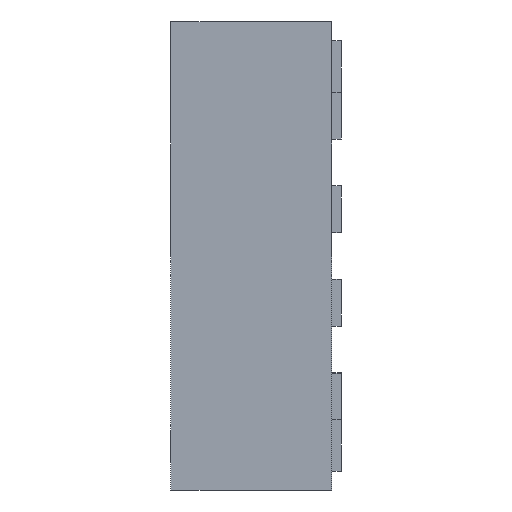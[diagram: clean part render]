
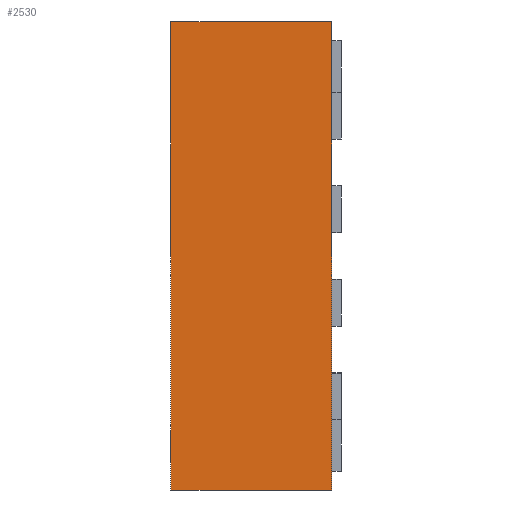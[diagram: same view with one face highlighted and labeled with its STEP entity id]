
A CAD part, left-side view. The second image highlights one B-rep face of the part: STEP entity #2530.
In plain terms, the highlighted planar face has unit normal (-1, 0, 0).
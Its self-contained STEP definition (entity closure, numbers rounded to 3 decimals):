
#57 = AXIS2_PLACEMENT_3D ( 'NONE', #631, #1889, #389 ) ;
#59 = EDGE_CURVE ( 'NONE', #2681, #1872, #2454, .T. ) ;
#83 = PLANE ( 'NONE',  #57 ) ;
#104 = CARTESIAN_POINT ( 'NONE',  ( -1.5, 0., -1.25 ) ) ;
#129 = VERTEX_POINT ( 'NONE', #2848 ) ;
#161 = DIRECTION ( 'NONE',  ( 0., -1., 0. ) ) ;
#190 = CARTESIAN_POINT ( 'NONE',  ( -1.5, 0.86, 1.25 ) ) ;
#237 = DIRECTION ( 'NONE',  ( 0., -1., 0. ) ) ;
#335 = FACE_OUTER_BOUND ( 'NONE', #1966, .T. ) ;
#389 = DIRECTION ( 'NONE',  ( 0., 0., -1. ) ) ;
#390 = EDGE_CURVE ( 'NONE', #129, #1735, #719, .T. ) ;
#392 = ORIENTED_EDGE ( 'NONE', *, *, #3153, .F. ) ;
#421 = VECTOR ( 'NONE', #237, 1000. ) ;
#428 = ORIENTED_EDGE ( 'NONE', *, *, #59, .F. ) ;
#631 = CARTESIAN_POINT ( 'NONE',  ( -1.5, 0.86, 1.25 ) ) ;
#637 = VECTOR ( 'NONE', #161, 1000. ) ;
#719 = LINE ( 'NONE', #733, #421 ) ;
#733 = CARTESIAN_POINT ( 'NONE',  ( -1.5, 0.86, -1.25 ) ) ;
#870 = DIRECTION ( 'NONE',  ( 0., 0., 1. ) ) ;
#1082 = VECTOR ( 'NONE', #870, 1000. ) ;
#1447 = DIRECTION ( 'NONE',  ( 0., 0., 1. ) ) ;
#1735 = VERTEX_POINT ( 'NONE', #104 ) ;
#1872 = VERTEX_POINT ( 'NONE', #2305 ) ;
#1889 = DIRECTION ( 'NONE',  ( 1., 0., 0. ) ) ;
#1966 = EDGE_LOOP ( 'NONE', ( #2849, #428, #392, #2959 ) ) ;
#2305 = CARTESIAN_POINT ( 'NONE',  ( -1.5, 0., 1.25 ) ) ;
#2393 = CARTESIAN_POINT ( 'NONE',  ( -1.5, 0., 1.25 ) ) ;
#2454 = LINE ( 'NONE', #3147, #637 ) ;
#2526 = EDGE_CURVE ( 'NONE', #1735, #1872, #3177, .T. ) ;
#2530 = ADVANCED_FACE ( 'NONE', ( #335 ), #83, .F. ) ;
#2681 = VERTEX_POINT ( 'NONE', #190 ) ;
#2848 = CARTESIAN_POINT ( 'NONE',  ( -1.5, 0.86, -1.25 ) ) ;
#2849 = ORIENTED_EDGE ( 'NONE', *, *, #2526, .T. ) ;
#2919 = LINE ( 'NONE', #3161, #3186 ) ;
#2959 = ORIENTED_EDGE ( 'NONE', *, *, #390, .T. ) ;
#3147 = CARTESIAN_POINT ( 'NONE',  ( -1.5, 0.86, 1.25 ) ) ;
#3153 = EDGE_CURVE ( 'NONE', #129, #2681, #2919, .T. ) ;
#3161 = CARTESIAN_POINT ( 'NONE',  ( -1.5, 0.86, 1.25 ) ) ;
#3177 = LINE ( 'NONE', #2393, #1082 ) ;
#3186 = VECTOR ( 'NONE', #1447, 1000. ) ;
